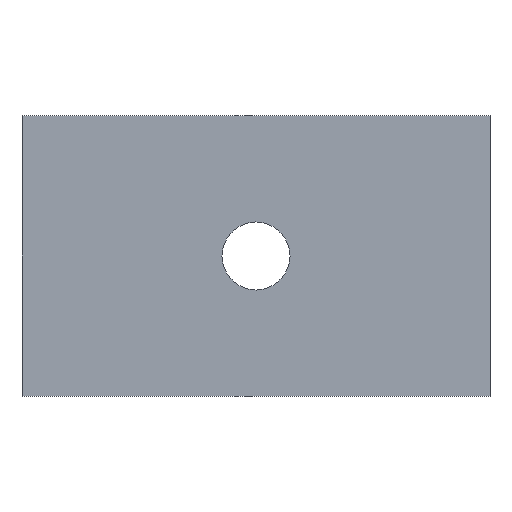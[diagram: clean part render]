
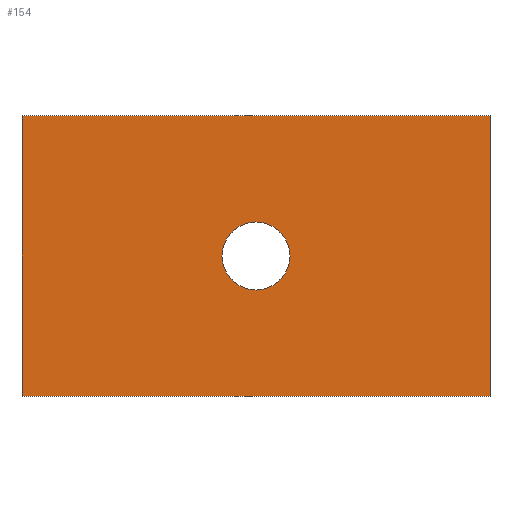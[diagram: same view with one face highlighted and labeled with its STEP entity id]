
A CAD part, front view. The second image highlights one B-rep face of the part: STEP entity #154.
In plain terms, the highlighted planar face has unit normal (0, -1, 0).
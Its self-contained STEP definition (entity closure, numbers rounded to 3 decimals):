
#18=FACE_BOUND('',#46,.T.);
#25=PLANE('',#181);
#34=FACE_OUTER_BOUND('',#45,.T.);
#45=EDGE_LOOP('',(#140,#141,#142,#143));
#46=EDGE_LOOP('',(#144));
#53=LINE('',#250,#67);
#56=LINE('',#255,#70);
#58=LINE('',#259,#72);
#60=LINE('',#262,#74);
#67=VECTOR('',#208,10.);
#70=VECTOR('',#213,10.);
#72=VECTOR('',#217,10.);
#74=VECTOR('',#221,10.);
#78=CIRCLE('',#176,3.635);
#86=VERTEX_POINT('',#244);
#87=VERTEX_POINT('',#248);
#88=VERTEX_POINT('',#249);
#89=VERTEX_POINT('',#254);
#90=VERTEX_POINT('',#258);
#100=EDGE_CURVE('',#86,#86,#78,.T.);
#101=EDGE_CURVE('',#87,#88,#53,.T.);
#104=EDGE_CURVE('',#89,#87,#56,.T.);
#106=EDGE_CURVE('',#90,#89,#58,.T.);
#108=EDGE_CURVE('',#88,#90,#60,.T.);
#140=ORIENTED_EDGE('',*,*,#108,.F.);
#141=ORIENTED_EDGE('',*,*,#101,.F.);
#142=ORIENTED_EDGE('',*,*,#104,.F.);
#143=ORIENTED_EDGE('',*,*,#106,.F.);
#144=ORIENTED_EDGE('',*,*,#100,.T.);
#154=ADVANCED_FACE('',(#34,#18),#25,.F.);
#176=AXIS2_PLACEMENT_3D('',#246,#204,#205);
#181=AXIS2_PLACEMENT_3D('',#263,#222,#223);
#204=DIRECTION('center_axis',(0.,1.,0.));
#205=DIRECTION('ref_axis',(-1.,0.,0.));
#208=DIRECTION('',(-1.,0.,0.));
#213=DIRECTION('',(0.,0.,-1.));
#217=DIRECTION('',(1.,0.,0.));
#221=DIRECTION('',(0.,0.,1.));
#222=DIRECTION('center_axis',(0.,1.,0.));
#223=DIRECTION('ref_axis',(1.,0.,0.));
#244=CARTESIAN_POINT('',(28.635,0.,-15.));
#246=CARTESIAN_POINT('Origin',(25.,0.,-15.));
#248=CARTESIAN_POINT('',(50.,0.,-30.));
#249=CARTESIAN_POINT('',(0.,0.,-30.));
#250=CARTESIAN_POINT('',(50.,0.,-30.));
#254=CARTESIAN_POINT('',(50.,0.,0.));
#255=CARTESIAN_POINT('',(50.,0.,0.));
#258=CARTESIAN_POINT('',(0.,0.,0.));
#259=CARTESIAN_POINT('',(0.,0.,0.));
#262=CARTESIAN_POINT('',(0.,0.,-30.));
#263=CARTESIAN_POINT('Origin',(25.,0.,-15.));
